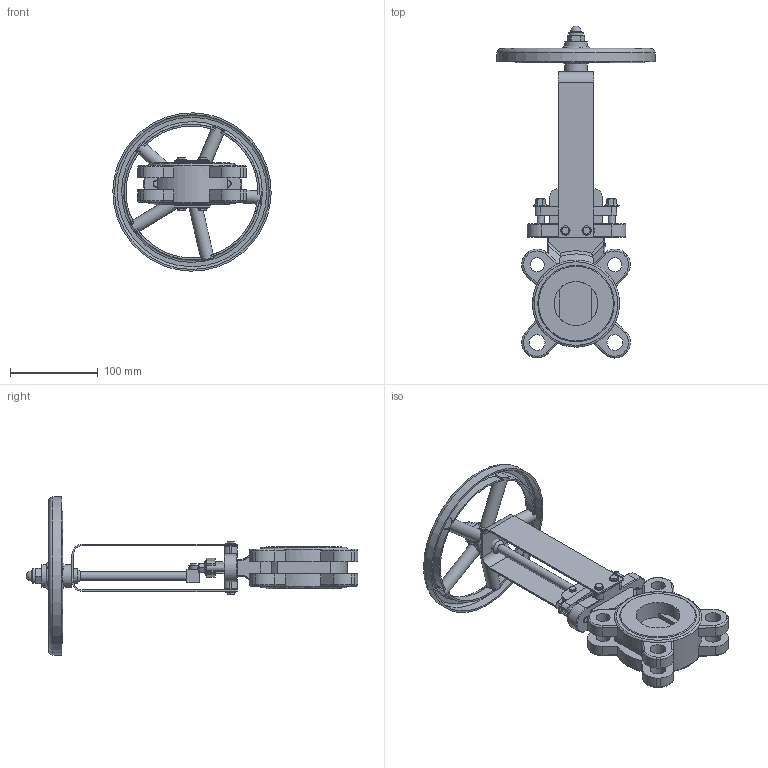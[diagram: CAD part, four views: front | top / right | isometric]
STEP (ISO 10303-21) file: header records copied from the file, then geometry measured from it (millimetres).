
FILE_DESCRIPTION(/* description */ (''),/* implementation_level */ '2;1');
FILE_NAME(/* name */ 'DN50_3D_STEP.stp',/* time_stamp */ '2024-03-29T01:33:25+03:00',/* author */ ('igorr'),/* organization */ (''),/* preprocessor_version */ 'ST-DEVELOPER v19.2',/* originating_system */ 'Autodesk Inventor 2023',/* authorisation */ '');
FILE_SCHEMA (('AUTOMOTIVE_DESIGN { 1 0 10303 214 3 1 1 }'));
Length unit declared in the file: inch
Products named in the file (9): Сборка; Деталь1; Деталь4; Деталь5; CNS 4315 - M 10; Bolt GB/T 16674.2-2004 M8 x 1 x 35; AS 1110 - M4 x 8; Деталь2; ANSI B18.6.3 - 10-24 UNC x 0,25, PHWHMSI
Assembly tree (13 placements, depth 2):
  Сборка
    Деталь1
    Деталь4
    Деталь5
    CNS 4315 - M 10
    Bolt GB/T 16674.2-2004 M8 x 1 x 35  x2
    AS 1110 - M4 x 8  x2
    Деталь2
    ANSI B18.6.3 - 10-24 UNC x 0,25, PHWHMSI  x4
Bounding box: 179.98 x 377.41 x 179.98 mm (x, y, z)
Volume: 664985 mm3; surface area: 194139.9 mm2
Topology: 13 solids, 13 shells, 631 faces, 1543 edges, 961 vertices
Faces by surface type: plane 287, cylinder 169, cone 77, torus 50, bspline 47, sphere 1
Full cylindrical faces by diameter (mm): 4 x2, 4.826 x4, 5 x8, 7 x2, 8 x2, 8.376 x1, 10 x1, 10.516 x4, 11.6 x1, 15 x5, 16 x5, 17 x1, 18 x4, 26 x2, 50 x2, 176 x1, 180 x1
Entity records: 18620 total; most frequent: CARTESIAN_POINT 5403, ORIENTED_EDGE 2658, DIRECTION 2528, EDGE_CURVE 1329, AXIS2_PLACEMENT_3D 956, VERTEX_POINT 832, LINE 616, VECTOR 616
